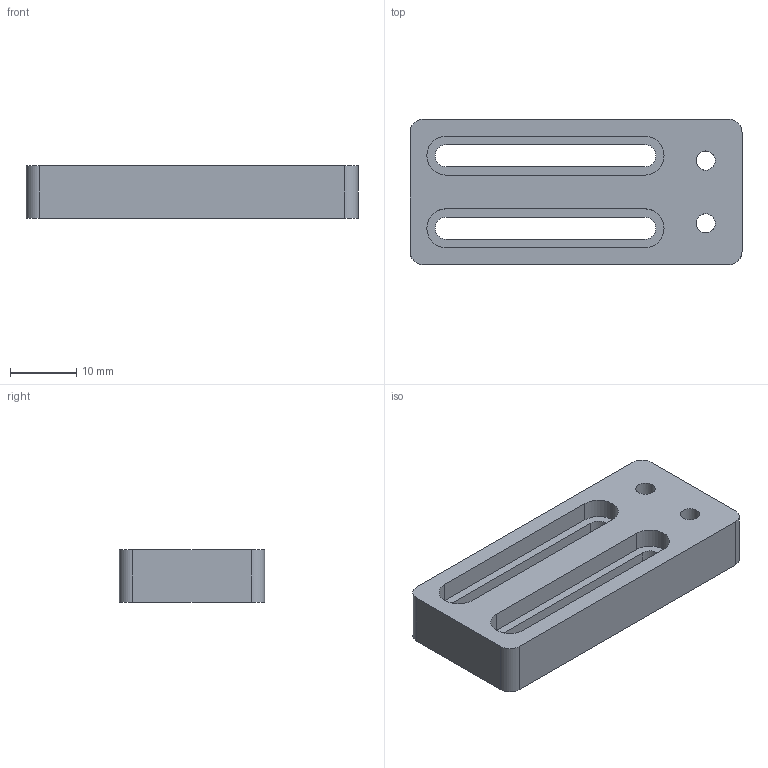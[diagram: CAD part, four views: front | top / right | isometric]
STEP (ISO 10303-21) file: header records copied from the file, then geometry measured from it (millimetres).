
FILE_DESCRIPTION(('FreeCAD Model'),'2;1');
FILE_NAME('endstop_holder_30.step','2019-03-28T16:04:51',('Author'),( ''),'Open CASCADE STEP processor 7.2','FreeCAD','Unknown');
FILE_SCHEMA(('AUTOMOTIVE_DESIGN_CC2 { 1 2 10303 214 -1 1 5 4 }'));
Length unit declared in the file: millimetre
Products named in the file (1): simple_endstop_holder
Bounding box: 50.25 x 22 x 8 mm (x, y, z)
Volume: 6296.2 mm3; surface area: 4229.6 mm2
Topology: 1 solids, 1 shells, 96 faces, 270 edges, 178 vertices
Faces by surface type: plane 82, cylinder 14
Full cylindrical faces by diameter (mm): 2.9 x2
Entity records: 6613 total; most frequent: CARTESIAN_POINT 1517, DIRECTION 860, ORIENTED_EDGE 540, PCURVE 540, DEFINITIONAL_REPRESENTATION 540, LINE 538, VECTOR 538, EDGE_CURVE 270
